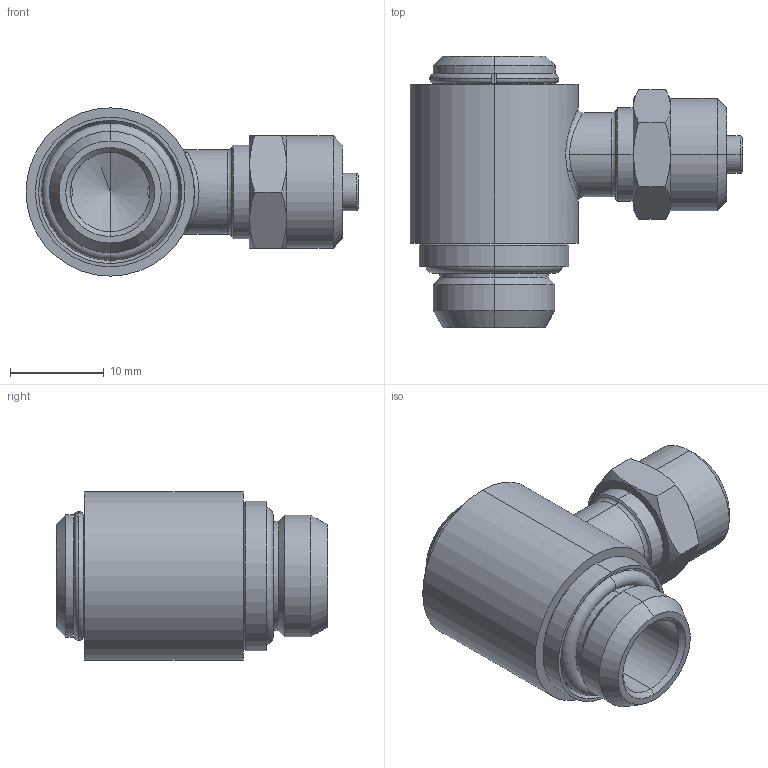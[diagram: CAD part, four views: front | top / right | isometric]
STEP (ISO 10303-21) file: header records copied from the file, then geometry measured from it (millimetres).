
FILE_DESCRIPTION (( 'STEP AP203' ), '1' );
FILE_NAME ('02200032.STEP', '2011-10-03T07:07:19', ( '' ), ( 'sopra-pneumatic' ), 'SwSTEP 2.0', 'SolidWorks 2011', '' );
FILE_SCHEMA (( 'CONFIG_CONTROL_DESIGN' ));
Length unit declared in the file: millimetre
Products named in the file (1): 02200032
Bounding box: 35.5 x 29 x 18 mm (x, y, z)
Volume: 6169 mm3; surface area: 3958.1 mm2
Topology: 3 solids, 3 shells, 115 faces, 246 edges, 144 vertices
Faces by surface type: cone 38, cylinder 33, plane 32, torus 10, bspline 2
Entity records: 3705 total; most frequent: CARTESIAN_POINT 1168, DIRECTION 542, ORIENTED_EDGE 484, EDGE_CURVE 242, AXIS2_PLACEMENT_3D 228, VERTEX_POINT 144, EDGE_LOOP 128, FACE_OUTER_BOUND 115
